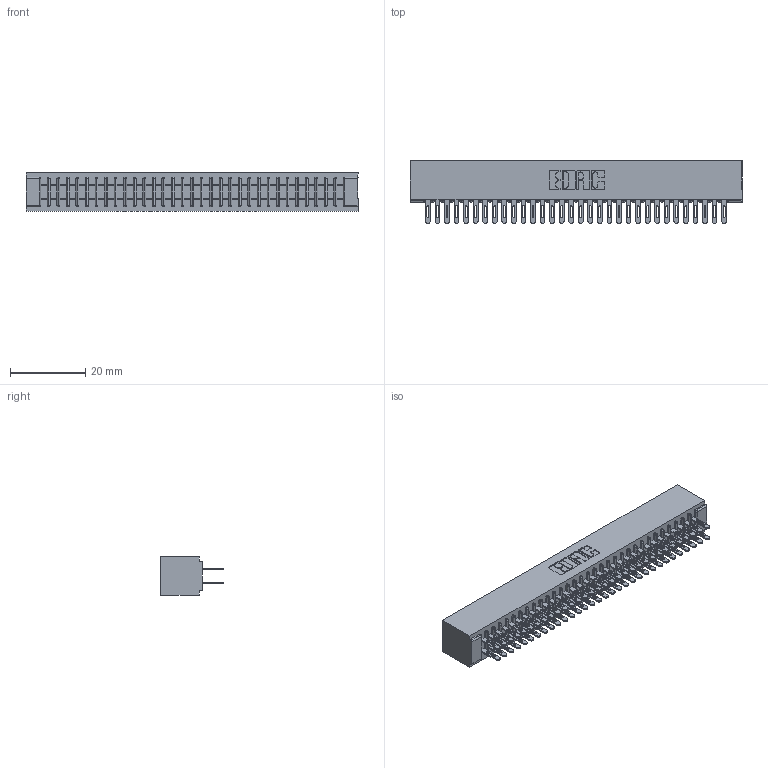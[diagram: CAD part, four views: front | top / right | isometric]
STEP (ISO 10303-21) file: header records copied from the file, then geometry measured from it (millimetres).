
FILE_DESCRIPTION (( 'STEP AP203' ), '1' );
FILE_NAME ('341-064-500-201.STEP', '2018-08-07T18:06:26', ( '' ), ( '' ), 'SwSTEP 2.0', 'SolidWorks 2016', '' );
FILE_SCHEMA (( 'CONFIG_CONTROL_DESIGN' ));
Length unit declared in the file: inch
Products named in the file (3): 341-064-500-201; 341 Part_No Mounting Lugs; 341-292-001_341-292-100
Assembly tree (65 placements, depth 2):
  341-064-500-201
    341 Part_No Mounting Lugs
    341-292-001_341-292-100  x64
Bounding box: 88.27 x 16.69 x 10.16 mm (x, y, z)
Volume: 6827.6 mm3; surface area: 13000 mm2
Topology: 65 solids, 65 shells, 4332 faces, 12548 edges, 8126 vertices
Faces by surface type: plane 2496, cylinder 1708, sphere 66, torus 62
Entity records: 39789 total; most frequent: CARTESIAN_POINT 6612, ORIENTED_EDGE 6568, DIRECTION 6426, EDGE_CURVE 3284, LINE 2642, VECTOR 2642, VERTEX_POINT 2078, AXIS2_PLACEMENT_3D 1892
